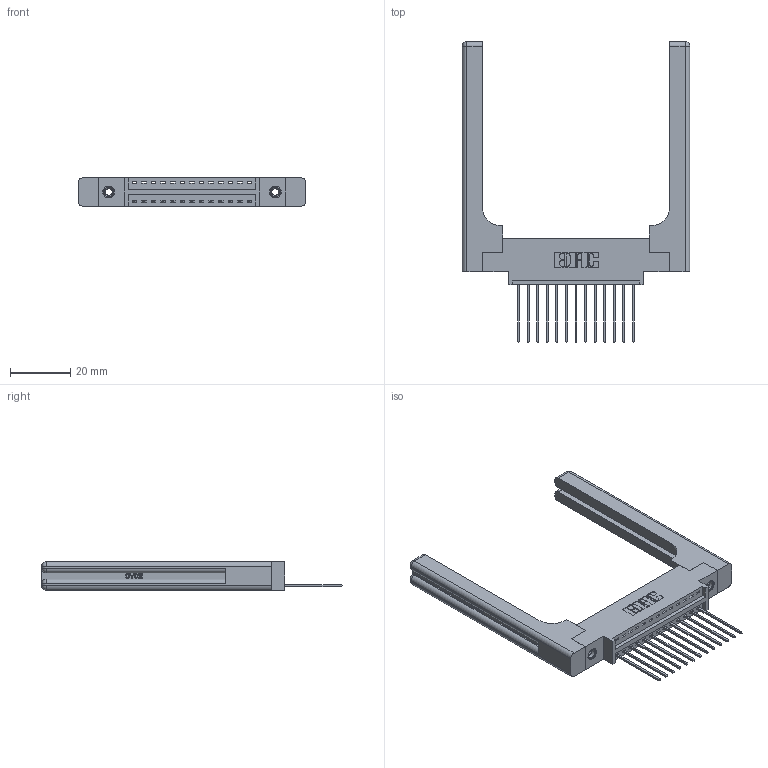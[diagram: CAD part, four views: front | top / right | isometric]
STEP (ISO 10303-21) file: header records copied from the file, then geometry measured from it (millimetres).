
FILE_DESCRIPTION (( 'STEP AP203' ), '1' );
FILE_NAME ('396-013-541-658.STEP', '2019-10-26T16:26:57', ( '' ), ( '' ), 'SwSTEP 2.0', 'SolidWorks 2016', '' );
FILE_SCHEMA (( 'CONFIG_CONTROL_DESIGN' ));
Length unit declared in the file: inch
Products named in the file (5): 345-250-001_345-250-001-102; 346 Part_0.170 Offset - 0.156 Dia-TH; 346-220-058_345-220-058; 396-013-541-658; 345-292-001_345-293-141
Assembly tree (18 placements, depth 2):
  396-013-541-658
    346 Part_0.170 Offset - 0.156 Dia-TH
    345-292-001_345-293-141  x13
    345-250-001_345-250-001-102  x2
    346-220-058_345-220-058  x2
Bounding box: 75.34 x 99.57 x 9.4 mm (x, y, z)
Volume: 14418.2 mm3; surface area: 13897.1 mm2
Topology: 18 solids, 18 shells, 1136 faces, 3295 edges, 2158 vertices
Faces by surface type: plane 748, cylinder 328, bspline 36, cone 12, sphere 8, torus 4
Entity records: 17304 total; most frequent: CARTESIAN_POINT 3956, ORIENTED_EDGE 2700, DIRECTION 2456, EDGE_CURVE 1350, LINE 1074, VECTOR 1074, VERTEX_POINT 890, AXIS2_PLACEMENT_3D 691
